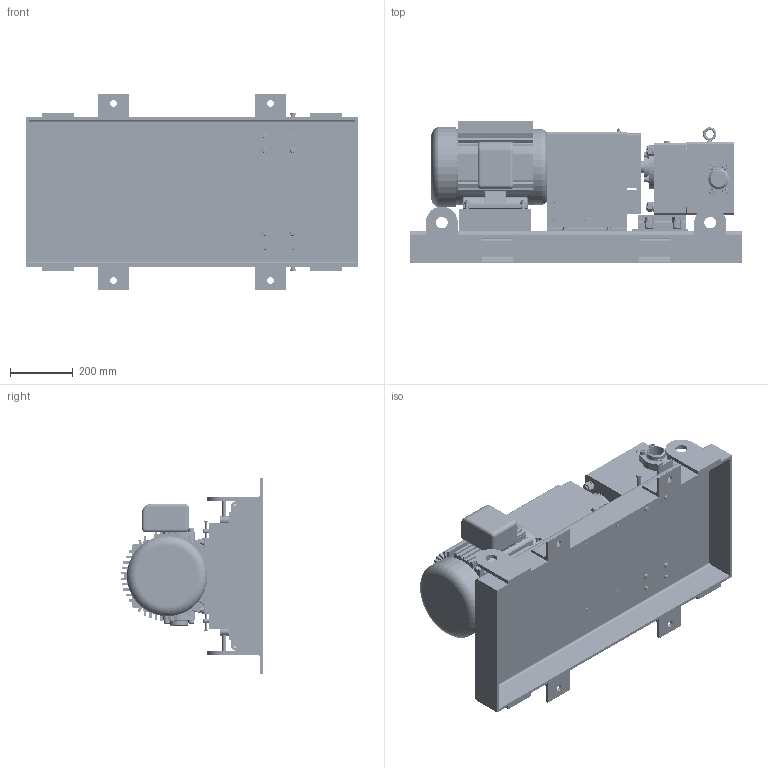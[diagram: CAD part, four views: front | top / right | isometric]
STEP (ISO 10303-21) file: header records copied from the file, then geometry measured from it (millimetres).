
FILE_DESCRIPTION (( 'STEP AP214' ), '1' );
FILE_NAME ('GPV-1415-031-U.STEP', '2019-10-08T15:45:31', ( '' ), ( '' ), 'SwSTEP 2.0', 'SolidWorks 2018', '' );
FILE_SCHEMA (( 'AUTOMOTIVE_DESIGN' ));
Length unit declared in the file: inch
Products named in the file (1): GPV-1415-031-U
Bounding box: 1060.45 x 450.59 x 628.65 mm (x, y, z)
Volume: 52025701.5 mm3; surface area: 5198999.3 mm2
Topology: 133 solids, 133 shells, 5749 faces, 13959 edges, 8723 vertices
Faces by surface type: plane 2564, cylinder 1679, cone 917, bspline 485, torus 94, sphere 10
Entity records: 225413 total; most frequent: CARTESIAN_POINT 75425, ORIENTED_EDGE 27796, DIRECTION 26961, EDGE_CURVE 13898, AXIS2_PLACEMENT_3D 9767, VERTEX_POINT 8718, VECTOR 7427, LINE 7427
